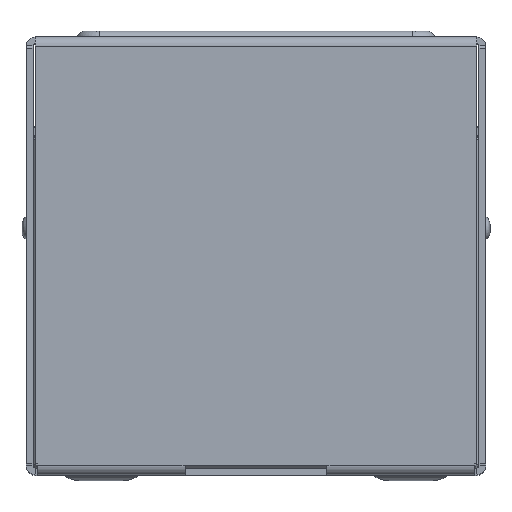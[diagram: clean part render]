
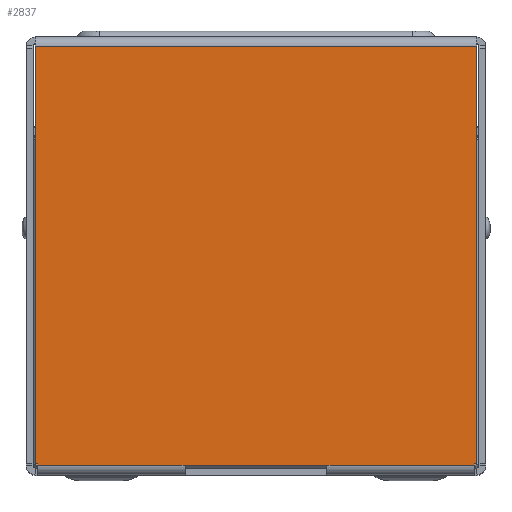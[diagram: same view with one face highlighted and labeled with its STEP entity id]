
A CAD part, top view. The second image highlights one B-rep face of the part: STEP entity #2837.
In plain terms, the highlighted planar face has unit normal (0, 0, 1).
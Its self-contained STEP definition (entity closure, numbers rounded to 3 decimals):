
#1352 = VERTEX_POINT('',#1353);
#1353 = CARTESIAN_POINT('',(-6.1,-7.637,14.142));
#1360 = EDGE_CURVE('',#1361,#1352,#1363,.T.);
#1361 = VERTEX_POINT('',#1362);
#1362 = CARTESIAN_POINT('',(-11.393,-7.637,14.142));
#1363 = LINE('',#1364,#1365);
#1364 = CARTESIAN_POINT('',(-3.55,-7.637,14.142));
#1365 = VECTOR('',#1366,1.);
#1366 = DIRECTION('',(1.,0.,0.));
#2228 = VERTEX_POINT('',#2229);
#2229 = CARTESIAN_POINT('',(-11.484,7.411,14.142));
#2244 = VERTEX_POINT('',#2245);
#2245 = CARTESIAN_POINT('',(-11.484,-7.574,14.142));
#2251 = EDGE_CURVE('',#2228,#2244,#2252,.T.);
#2252 = LINE('',#2253,#2254);
#2253 = CARTESIAN_POINT('',(-11.484,-2.526,14.142));
#2254 = VECTOR('',#2255,1.);
#2255 = DIRECTION('',(0.,-1.,0.));
#2275 = VERTEX_POINT('',#2276);
#2276 = CARTESIAN_POINT('',(-11.393,-7.574,14.142));
#2282 = EDGE_CURVE('',#2244,#2275,#2283,.T.);
#2283 = LINE('',#2284,#2285);
#2284 = CARTESIAN_POINT('',(-3.55,-7.574,14.142));
#2285 = VECTOR('',#2286,1.);
#2286 = DIRECTION('',(1.,0.,0.));
#2309 = EDGE_CURVE('',#2275,#1361,#2310,.T.);
#2310 = LINE('',#2311,#2312);
#2311 = CARTESIAN_POINT('',(-11.393,-2.526,14.142));
#2312 = VECTOR('',#2313,1.);
#2313 = DIRECTION('',(0.,-1.,0.));
#2678 = VERTEX_POINT('',#2679);
#2679 = CARTESIAN_POINT('',(4.293,-7.637,14.142));
#2710 = VERTEX_POINT('',#2711);
#2711 = CARTESIAN_POINT('',(4.293,-7.574,14.142));
#2717 = EDGE_CURVE('',#2678,#2710,#2718,.T.);
#2718 = LINE('',#2719,#2720);
#2719 = CARTESIAN_POINT('',(4.293,-2.526,14.142));
#2720 = VECTOR('',#2721,1.);
#2721 = DIRECTION('',(0.,1.,0.));
#2741 = VERTEX_POINT('',#2742);
#2742 = CARTESIAN_POINT('',(4.384,-7.574,14.142));
#2748 = EDGE_CURVE('',#2710,#2741,#2749,.T.);
#2749 = LINE('',#2750,#2751);
#2750 = CARTESIAN_POINT('',(-3.55,-7.574,14.142));
#2751 = VECTOR('',#2752,1.);
#2752 = DIRECTION('',(1.,0.,0.));
#2772 = VERTEX_POINT('',#2773);
#2773 = CARTESIAN_POINT('',(4.384,7.411,14.142));
#2779 = EDGE_CURVE('',#2741,#2772,#2780,.T.);
#2780 = LINE('',#2781,#2782);
#2781 = CARTESIAN_POINT('',(4.384,-2.526,14.142));
#2782 = VECTOR('',#2783,1.);
#2783 = DIRECTION('',(0.,1.,0.));
#2837 = ADVANCED_FACE('',(#2838),#2867,.F.);
#2838 = FACE_BOUND('',#2839,.T.);
#2839 = EDGE_LOOP('',(#2840,#2841,#2847,#2848,#2849,#2850,#2851,#2859,
    #2865,#2866));
#2840 = ORIENTED_EDGE('',*,*,#2779,.T.);
#2841 = ORIENTED_EDGE('',*,*,#2842,.T.);
#2842 = EDGE_CURVE('',#2772,#2228,#2843,.T.);
#2843 = LINE('',#2844,#2845);
#2844 = CARTESIAN_POINT('',(-3.55,7.411,14.142));
#2845 = VECTOR('',#2846,1.);
#2846 = DIRECTION('',(-1.,0.,0.));
#2847 = ORIENTED_EDGE('',*,*,#2251,.T.);
#2848 = ORIENTED_EDGE('',*,*,#2282,.T.);
#2849 = ORIENTED_EDGE('',*,*,#2309,.T.);
#2850 = ORIENTED_EDGE('',*,*,#1360,.T.);
#2851 = ORIENTED_EDGE('',*,*,#2852,.F.);
#2852 = EDGE_CURVE('',#2853,#1352,#2855,.T.);
#2853 = VERTEX_POINT('',#2854);
#2854 = CARTESIAN_POINT('',(-1.,-7.637,14.142));
#2855 = LINE('',#2856,#2857);
#2856 = CARTESIAN_POINT('',(-1.,-7.637,14.142));
#2857 = VECTOR('',#2858,1.);
#2858 = DIRECTION('',(-1.,0.,0.));
#2859 = ORIENTED_EDGE('',*,*,#2860,.T.);
#2860 = EDGE_CURVE('',#2853,#2678,#2861,.T.);
#2861 = LINE('',#2862,#2863);
#2862 = CARTESIAN_POINT('',(-3.55,-7.637,14.142));
#2863 = VECTOR('',#2864,1.);
#2864 = DIRECTION('',(1.,0.,0.));
#2865 = ORIENTED_EDGE('',*,*,#2717,.T.);
#2866 = ORIENTED_EDGE('',*,*,#2748,.T.);
#2867 = PLANE('',#2868);
#2868 = AXIS2_PLACEMENT_3D('',#2869,#2870,#2871);
#2869 = CARTESIAN_POINT('',(-3.55,-2.526,14.142));
#2870 = DIRECTION('',(0.,0.,-1.));
#2871 = DIRECTION('',(0.,1.,0.));
